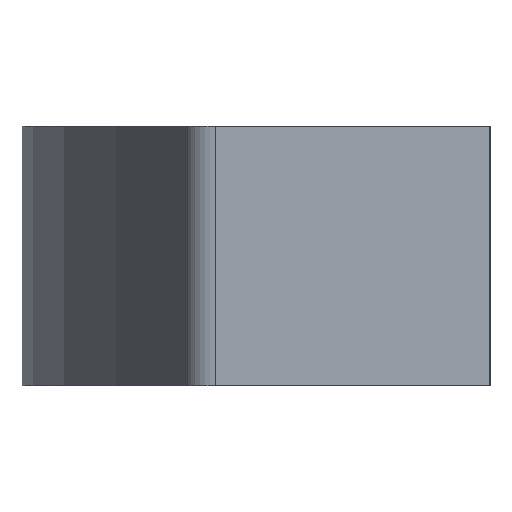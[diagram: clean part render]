
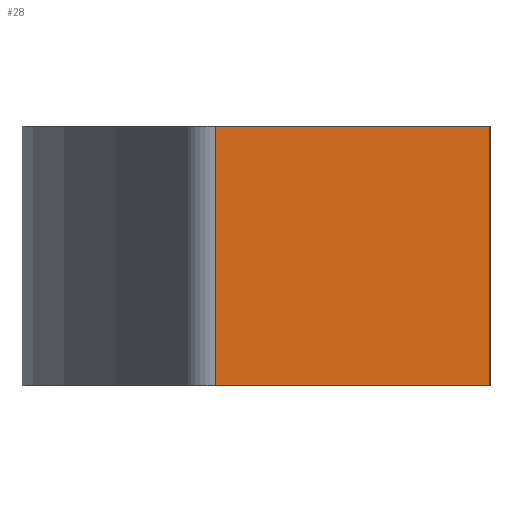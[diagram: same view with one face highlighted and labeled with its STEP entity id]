
A CAD part, left-side view. The second image highlights one B-rep face of the part: STEP entity #28.
In plain terms, the highlighted planar face has unit normal (-1, 0, 0).
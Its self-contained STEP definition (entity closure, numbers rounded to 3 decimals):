
#2 = VERTEX_POINT ( 'NONE', #64 ) ;
#18 = VECTOR ( 'NONE', #355, 1000. ) ;
#28 = ADVANCED_FACE ( 'NONE', ( #327 ), #131, .F. ) ;
#33 = DIRECTION ( 'NONE',  ( 0., -1., 0. ) ) ;
#46 = VERTEX_POINT ( 'NONE', #417 ) ;
#64 = CARTESIAN_POINT ( 'NONE',  ( -9.5, 0., 2. ) ) ;
#65 = ORIENTED_EDGE ( 'NONE', *, *, #458, .T. ) ;
#78 = DIRECTION ( 'NONE',  ( 0., 0., -1. ) ) ;
#81 = CARTESIAN_POINT ( 'NONE',  ( -9.5, 0., -2. ) ) ;
#85 = DIRECTION ( 'NONE',  ( 0., 0., -1. ) ) ;
#109 = VECTOR ( 'NONE', #85, 1000. ) ;
#110 = VECTOR ( 'NONE', #433, 1000. ) ;
#131 = PLANE ( 'NONE',  #386 ) ;
#134 = EDGE_LOOP ( 'NONE', ( #325, #65, #352, #140 ) ) ;
#140 = ORIENTED_EDGE ( 'NONE', *, *, #223, .F. ) ;
#158 = CARTESIAN_POINT ( 'NONE',  ( -9.5, 0., 2. ) ) ;
#168 = EDGE_CURVE ( 'NONE', #254, #46, #288, .T. ) ;
#173 = VECTOR ( 'NONE', #33, 1000. ) ;
#223 = EDGE_CURVE ( 'NONE', #2, #46, #286, .T. ) ;
#229 = VERTEX_POINT ( 'NONE', #431 ) ;
#240 = CARTESIAN_POINT ( 'NONE',  ( -9.5, 4.219, -2. ) ) ;
#242 = CARTESIAN_POINT ( 'NONE',  ( -9.5, 0., 2. ) ) ;
#244 = EDGE_CURVE ( 'NONE', #229, #2, #322, .T. ) ;
#254 = VERTEX_POINT ( 'NONE', #240 ) ;
#265 = DIRECTION ( 'NONE',  ( 1., 0., 0. ) ) ;
#286 = LINE ( 'NONE', #158, #110 ) ;
#288 = LINE ( 'NONE', #81, #18 ) ;
#322 = LINE ( 'NONE', #242, #173 ) ;
#325 = ORIENTED_EDGE ( 'NONE', *, *, #244, .F. ) ;
#327 = FACE_OUTER_BOUND ( 'NONE', #134, .T. ) ;
#352 = ORIENTED_EDGE ( 'NONE', *, *, #168, .T. ) ;
#355 = DIRECTION ( 'NONE',  ( 0., -1., 0. ) ) ;
#386 = AXIS2_PLACEMENT_3D ( 'NONE', #474, #265, #78 ) ;
#417 = CARTESIAN_POINT ( 'NONE',  ( -9.5, 0., -2. ) ) ;
#424 = CARTESIAN_POINT ( 'NONE',  ( -9.5, 4.219, 2. ) ) ;
#425 = LINE ( 'NONE', #424, #109 ) ;
#431 = CARTESIAN_POINT ( 'NONE',  ( -9.5, 4.219, 2. ) ) ;
#433 = DIRECTION ( 'NONE',  ( 0., 0., -1. ) ) ;
#458 = EDGE_CURVE ( 'NONE', #229, #254, #425, .T. ) ;
#474 = CARTESIAN_POINT ( 'NONE',  ( -9.5, 0., 2. ) ) ;
